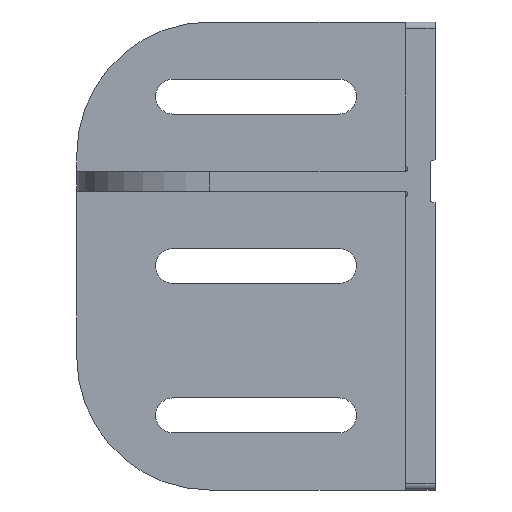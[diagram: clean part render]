
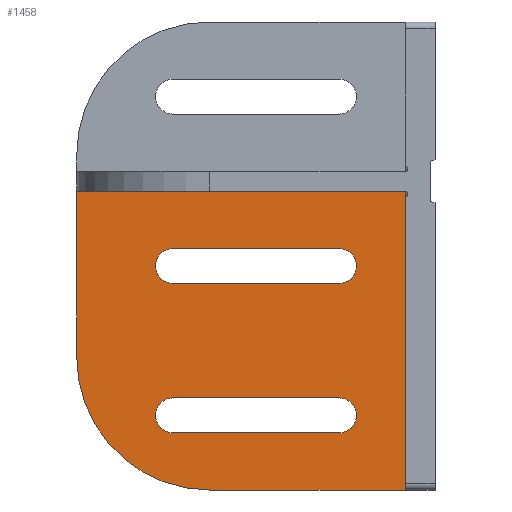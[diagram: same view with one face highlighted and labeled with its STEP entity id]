
A CAD part, left-side view. The second image highlights one B-rep face of the part: STEP entity #1458.
In plain terms, the highlighted planar face has unit normal (-1, 0, 0).
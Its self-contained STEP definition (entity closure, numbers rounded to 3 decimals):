
#36=FACE_BOUND('',#194,.T.);
#37=FACE_BOUND('',#195,.T.);
#57=PLANE('',#1596);
#106=FACE_OUTER_BOUND('',#193,.T.);
#193=EDGE_LOOP('',(#1144,#1145,#1146,#1147,#1148));
#194=EDGE_LOOP('',(#1149,#1150,#1151,#1152));
#195=EDGE_LOOP('',(#1153,#1154,#1155,#1156));
#326=LINE('',#2323,#478);
#350=LINE('',#2381,#502);
#351=LINE('',#2384,#503);
#352=LINE('',#2385,#504);
#353=LINE('',#2387,#505);
#354=LINE('',#2390,#506);
#355=LINE('',#2392,#507);
#356=LINE('',#2395,#508);
#478=VECTOR('',#1850,1000.);
#502=VECTOR('',#1900,1000.);
#503=VECTOR('',#1903,1000.);
#504=VECTOR('',#1904,1000.);
#505=VECTOR('',#1905,1000.);
#506=VECTOR('',#1908,1000.);
#507=VECTOR('',#1909,1000.);
#508=VECTOR('',#1912,1000.);
#559=CIRCLE('',#1535,5.25);
#561=CIRCLE('',#1538,5.25);
#601=CIRCLE('',#1597,40.);
#602=CIRCLE('',#1598,5.25);
#603=CIRCLE('',#1599,5.25);
#617=VERTEX_POINT('',#2110);
#618=VERTEX_POINT('',#2111);
#621=VERTEX_POINT('',#2119);
#622=VERTEX_POINT('',#2120);
#708=VERTEX_POINT('',#2320);
#709=VERTEX_POINT('',#2322);
#729=VERTEX_POINT('',#2379);
#730=VERTEX_POINT('',#2380);
#731=VERTEX_POINT('',#2383);
#732=VERTEX_POINT('',#2386);
#733=VERTEX_POINT('',#2388);
#734=VERTEX_POINT('',#2391);
#735=VERTEX_POINT('',#2393);
#761=EDGE_CURVE('',#617,#618,#559,.T.);
#765=EDGE_CURVE('',#621,#622,#561,.T.);
#866=EDGE_CURVE('',#709,#708,#326,.T.);
#898=EDGE_CURVE('',#729,#730,#350,.T.);
#899=EDGE_CURVE('',#729,#709,#601,.T.);
#900=EDGE_CURVE('',#708,#731,#351,.T.);
#901=EDGE_CURVE('',#730,#731,#352,.T.);
#902=EDGE_CURVE('',#618,#732,#353,.T.);
#903=EDGE_CURVE('',#732,#733,#602,.T.);
#904=EDGE_CURVE('',#733,#617,#354,.T.);
#905=EDGE_CURVE('',#622,#734,#355,.T.);
#906=EDGE_CURVE('',#734,#735,#603,.T.);
#907=EDGE_CURVE('',#735,#621,#356,.T.);
#1144=ORIENTED_EDGE('',*,*,#898,.F.);
#1145=ORIENTED_EDGE('',*,*,#899,.T.);
#1146=ORIENTED_EDGE('',*,*,#866,.T.);
#1147=ORIENTED_EDGE('',*,*,#900,.T.);
#1148=ORIENTED_EDGE('',*,*,#901,.F.);
#1149=ORIENTED_EDGE('',*,*,#761,.T.);
#1150=ORIENTED_EDGE('',*,*,#902,.T.);
#1151=ORIENTED_EDGE('',*,*,#903,.T.);
#1152=ORIENTED_EDGE('',*,*,#904,.T.);
#1153=ORIENTED_EDGE('',*,*,#765,.T.);
#1154=ORIENTED_EDGE('',*,*,#905,.T.);
#1155=ORIENTED_EDGE('',*,*,#906,.T.);
#1156=ORIENTED_EDGE('',*,*,#907,.T.);
#1458=ADVANCED_FACE('',(#106,#36,#37),#57,.F.);
#1535=AXIS2_PLACEMENT_3D('',#2112,#1681,#1682);
#1538=AXIS2_PLACEMENT_3D('',#2121,#1689,#1690);
#1596=AXIS2_PLACEMENT_3D('',#2378,#1898,#1899);
#1597=AXIS2_PLACEMENT_3D('',#2382,#1901,#1902);
#1598=AXIS2_PLACEMENT_3D('',#2389,#1906,#1907);
#1599=AXIS2_PLACEMENT_3D('',#2394,#1910,#1911);
#1681=DIRECTION('center_axis',(1.,0.,0.));
#1682=DIRECTION('ref_axis',(0.,0.,-1.));
#1689=DIRECTION('center_axis',(1.,0.,0.));
#1690=DIRECTION('ref_axis',(0.,0.,-1.));
#1850=DIRECTION('',(0.,-1.,0.));
#1898=DIRECTION('center_axis',(1.,0.,0.));
#1899=DIRECTION('ref_axis',(0.,0.,-1.));
#1900=DIRECTION('',(0.,0.,1.));
#1901=DIRECTION('center_axis',(-1.,0.,0.));
#1902=DIRECTION('ref_axis',(0.,0.,-1.));
#1903=DIRECTION('',(0.,0.,1.));
#1904=DIRECTION('',(0.,-1.,0.));
#1905=DIRECTION('',(0.,-1.,0.));
#1906=DIRECTION('center_axis',(1.,0.,0.));
#1907=DIRECTION('ref_axis',(0.,0.,-1.));
#1908=DIRECTION('',(0.,1.,0.));
#1909=DIRECTION('',(0.,-1.,0.));
#1910=DIRECTION('center_axis',(1.,0.,0.));
#1911=DIRECTION('ref_axis',(0.,0.,-1.));
#1912=DIRECTION('',(0.,1.,0.));
#2110=CARTESIAN_POINT('',(45.,79.,-78.75));
#2111=CARTESIAN_POINT('',(45.,79.,-68.25));
#2112=CARTESIAN_POINT('Origin',(45.,79.,-73.5));
#2119=CARTESIAN_POINT('',(45.,79.,-123.75));
#2120=CARTESIAN_POINT('',(45.,79.,-113.25));
#2121=CARTESIAN_POINT('Origin',(45.,79.,-118.5));
#2320=CARTESIAN_POINT('',(45.,9.,-141.));
#2322=CARTESIAN_POINT('',(45.,68.,-141.));
#2323=CARTESIAN_POINT('',(45.,108.,-141.));
#2378=CARTESIAN_POINT('Origin',(45.,108.,-70.5));
#2379=CARTESIAN_POINT('',(45.,108.,-101.));
#2380=CARTESIAN_POINT('',(45.,108.,-51.));
#2381=CARTESIAN_POINT('',(45.,108.,-70.5));
#2382=CARTESIAN_POINT('Origin',(45.,68.,-101.));
#2383=CARTESIAN_POINT('',(45.,9.,-51.));
#2384=CARTESIAN_POINT('',(45.,9.,-51.));
#2385=CARTESIAN_POINT('',(45.,108.,-51.));
#2386=CARTESIAN_POINT('',(45.,29.,-68.25));
#2387=CARTESIAN_POINT('',(45.,108.,-68.25));
#2388=CARTESIAN_POINT('',(45.,29.,-78.75));
#2389=CARTESIAN_POINT('Origin',(45.,29.,-73.5));
#2390=CARTESIAN_POINT('',(45.,108.,-78.75));
#2391=CARTESIAN_POINT('',(45.,29.,-113.25));
#2392=CARTESIAN_POINT('',(45.,108.,-113.25));
#2393=CARTESIAN_POINT('',(45.,29.,-123.75));
#2394=CARTESIAN_POINT('Origin',(45.,29.,-118.5));
#2395=CARTESIAN_POINT('',(45.,108.,-123.75));
